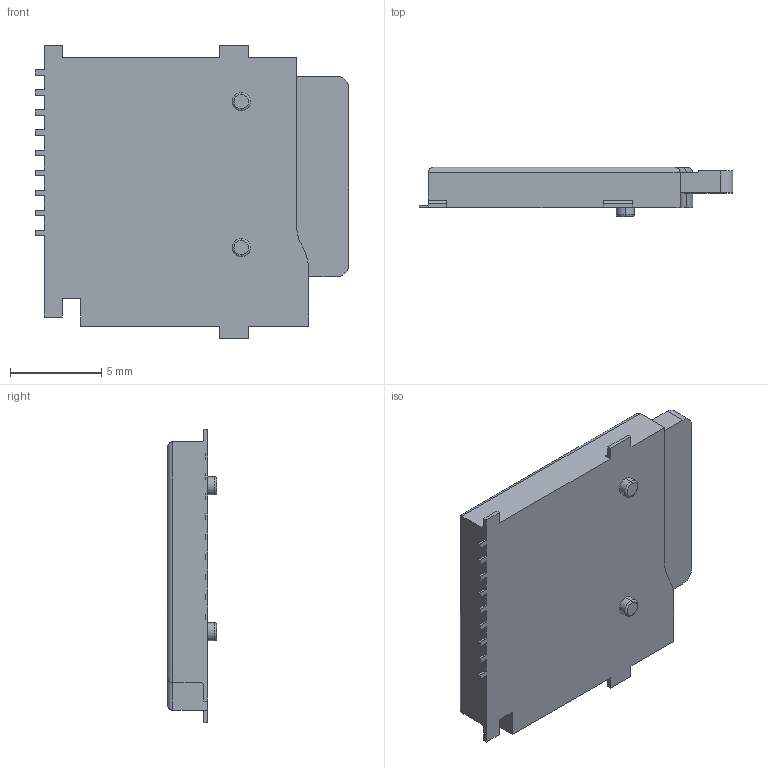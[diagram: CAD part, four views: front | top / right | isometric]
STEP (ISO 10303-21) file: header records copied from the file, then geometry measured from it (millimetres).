
FILE_DESCRIPTION (( 'STEP AP214' ), '1' );
FILE_NAME ('User Library-micro-sd-card-1.STEP', '2021-08-27T18:12:10', ( '' ), ( '' ), 'SwSTEP 2.0', 'SolidWorks 2021', '' );
FILE_SCHEMA (( 'AUTOMOTIVE_DESIGN' ));
Length unit declared in the file: millimetre
Products named in the file (1): User Library-micro-sd-card-1
Bounding box: 17.2 x 2.7 x 16.1 mm (x, y, z)
Volume: 482.8 mm3; surface area: 610.7 mm2
Topology: 1 solids, 1 shells, 267 faces, 729 edges, 482 vertices
Faces by surface type: plane 149, bspline 91, cylinder 21, torus 6
Entity records: 9244 total; most frequent: CARTESIAN_POINT 2680, ORIENTED_EDGE 1458, DIRECTION 938, EDGE_CURVE 729, VECTOR 498, LINE 498, VERTEX_POINT 482, EDGE_LOOP 285
